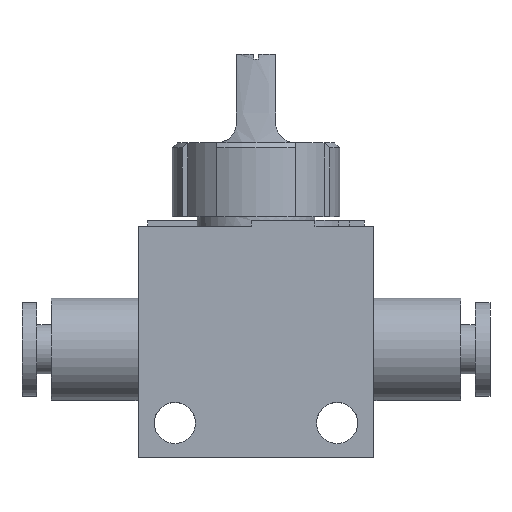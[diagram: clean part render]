
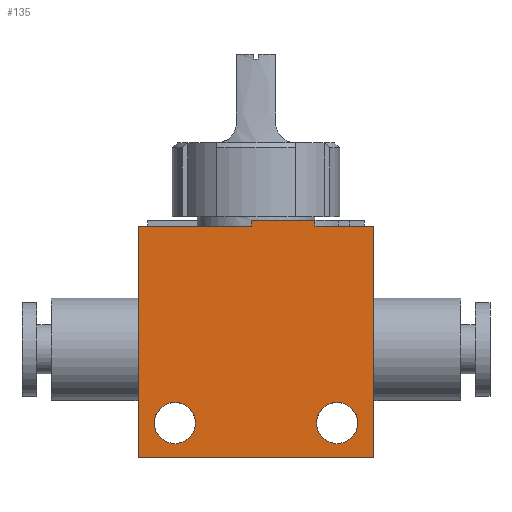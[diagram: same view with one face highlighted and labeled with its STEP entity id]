
A CAD part, top view. The second image highlights one B-rep face of the part: STEP entity #135.
In plain terms, the highlighted planar face has unit normal (0, 0, 1).
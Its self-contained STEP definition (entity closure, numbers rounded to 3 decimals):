
#135=ADVANCED_FACE( '', ( #233, #234, #235 ), #236, .T. );
#216=DIRECTION( '', ( 0., 0., 1. ) );
#217=DIRECTION( '', ( 1., 0., 0. ) );
#233=FACE_BOUND( '', #410, .T. );
#234=FACE_BOUND( '', #411, .T. );
#235=FACE_OUTER_BOUND( '', #412, .T. );
#236=PLANE( '', #413 );
#410=EDGE_LOOP( '', ( #597 ) );
#411=EDGE_LOOP( '', ( #598 ) );
#412=EDGE_LOOP( '', ( #599, #600, #601, #602, #603, #604, #605, #606 ) );
#413=AXIS2_PLACEMENT_3D( '', #607, #216, #582 );
#582=DIRECTION( '', ( 1., 0., 0. ) );
#583=DIRECTION( '', ( 0., 0., -1. ) );
#590=DIRECTION( '', ( -1., 0., 0. ) );
#596=DIRECTION( '', ( 0., -1., 0. ) );
#597=ORIENTED_EDGE( '', *, *, #1014, .T. );
#598=ORIENTED_EDGE( '', *, *, #1015, .T. );
#599=ORIENTED_EDGE( '', *, *, #1016, .T. );
#600=ORIENTED_EDGE( '', *, *, #1017, .F. );
#601=ORIENTED_EDGE( '', *, *, #1018, .F. );
#602=ORIENTED_EDGE( '', *, *, #1019, .T. );
#603=ORIENTED_EDGE( '', *, *, #1020, .T. );
#604=ORIENTED_EDGE( '', *, *, #1021, .T. );
#605=ORIENTED_EDGE( '', *, *, #1022, .T. );
#606=ORIENTED_EDGE( '', *, *, #1023, .T. );
#607=CARTESIAN_POINT( '', ( 0., 0., 9. ) );
#655=DIRECTION( '', ( 0., 1., 0. ) );
#769=CARTESIAN_POINT( '', ( -12., -11., 9. ) );
#816=CARTESIAN_POINT( '', ( 12., 12.5, 9. ) );
#817=DIRECTION( '', ( 0., -1., 0. ) );
#870=CARTESIAN_POINT( '', ( -12., 12.5, 9. ) );
#906=CARTESIAN_POINT( '', ( 6., 13.1, 9. ) );
#947=CARTESIAN_POINT( '', ( 12., -11., 9. ) );
#1014=EDGE_CURVE( '', #1200, #1200, #1201, .T. );
#1015=EDGE_CURVE( '', #1202, #1202, #1203, .T. );
#1016=EDGE_CURVE( '', #1204, #1205, #1206, .T. );
#1017=EDGE_CURVE( '', #1207, #1205, #1208, .T. );
#1018=EDGE_CURVE( '', #1209, #1207, #1210, .T. );
#1019=EDGE_CURVE( '', #1209, #1211, #1212, .T. );
#1020=EDGE_CURVE( '', #1211, #1213, #1206, .T. );
#1021=EDGE_CURVE( '', #1213, #1214, #1215, .T. );
#1022=EDGE_CURVE( '', #1214, #1216, #1217, .T. );
#1023=EDGE_CURVE( '', #1216, #1204, #1218, .T. );
#1200=VERTEX_POINT( '', #1509 );
#1201=CIRCLE( '', #1510, 2.1 );
#1202=VERTEX_POINT( '', #1511 );
#1203=CIRCLE( '', #1512, 2.1 );
#1204=VERTEX_POINT( '', #816 );
#1205=VERTEX_POINT( '', #1513 );
#1206=LINE( '', #816, #1514 );
#1207=VERTEX_POINT( '', #906 );
#1208=LINE( '', #906, #1456 );
#1209=VERTEX_POINT( '', #1515 );
#1210=LINE( '', #1515, #1516 );
#1211=VERTEX_POINT( '', #1517 );
#1212=LINE( '', #1515, #1456 );
#1213=VERTEX_POINT( '', #870 );
#1214=VERTEX_POINT( '', #769 );
#1215=LINE( '', #870, #1518 );
#1216=VERTEX_POINT( '', #947 );
#1217=LINE( '', #769, #1516 );
#1218=LINE( '', #947, #1519 );
#1456=VECTOR( '', #596, 1000. );
#1509=CARTESIAN_POINT( '', ( -10.35, -7.5, 9. ) );
#1510=AXIS2_PLACEMENT_3D( '', #1739, #583, #590 );
#1511=CARTESIAN_POINT( '', ( 6.15, -7.5, 9. ) );
#1512=AXIS2_PLACEMENT_3D( '', #1740, #583, #590 );
#1513=CARTESIAN_POINT( '', ( 6., 12.5, 9. ) );
#1514=VECTOR( '', #590, 1000. );
#1515=CARTESIAN_POINT( '', ( -0.5, 13.1, 9. ) );
#1516=VECTOR( '', #217, 1000. );
#1517=CARTESIAN_POINT( '', ( -0.5, 12.5, 9. ) );
#1518=VECTOR( '', #817, 1000. );
#1519=VECTOR( '', #655, 1000. );
#1739=CARTESIAN_POINT( '', ( -8.25, -7.5, 9. ) );
#1740=CARTESIAN_POINT( '', ( 8.25, -7.5, 9. ) );
